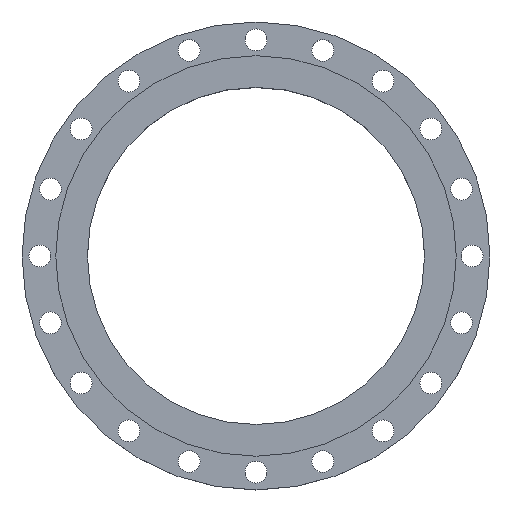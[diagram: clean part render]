
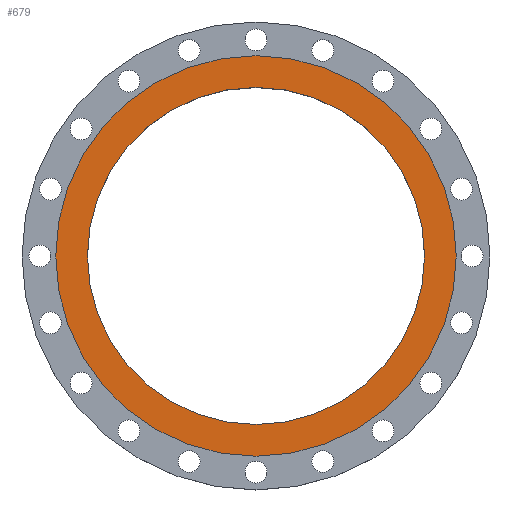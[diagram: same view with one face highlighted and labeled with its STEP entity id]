
A CAD part, top view. The second image highlights one B-rep face of the part: STEP entity #679.
In plain terms, the highlighted planar face has unit normal (0, 0, 1).
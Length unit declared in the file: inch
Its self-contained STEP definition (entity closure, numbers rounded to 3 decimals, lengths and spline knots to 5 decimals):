
#51 = DIRECTION ( 'NONE',  ( 1., 0., 0. ) ) ;
#58 = DIRECTION ( 'NONE',  ( 0., 0., 1. ) ) ;
#89 = EDGE_LOOP ( 'NONE', ( #1956, #1324 ) ) ;
#136 = DIRECTION ( 'NONE',  ( 1., 0., 0. ) ) ;
#155 = EDGE_CURVE ( 'NONE', #1471, #220, #300, .T. ) ;
#212 = CARTESIAN_POINT ( 'NONE',  ( 0., 0., 0. ) ) ;
#220 = VERTEX_POINT ( 'NONE', #393 ) ;
#275 = AXIS2_PLACEMENT_3D ( 'NONE', #212, #1476, #51 ) ;
#300 = CIRCLE ( 'NONE', #1257, 12.625 ) ;
#305 = AXIS2_PLACEMENT_3D ( 'NONE', #988, #1444, #1626 ) ;
#346 = DIRECTION ( 'NONE',  ( 0., 0., -1. ) ) ;
#393 = CARTESIAN_POINT ( 'NONE',  ( -12.625, 0., 0. ) ) ;
#418 = CARTESIAN_POINT ( 'NONE',  ( -10.625, 0., 0. ) ) ;
#439 = CIRCLE ( 'NONE', #571, 12.625 ) ;
#442 = CIRCLE ( 'NONE', #305, 10.625 ) ;
#566 = EDGE_CURVE ( 'NONE', #994, #892, #945, .T. ) ;
#569 = DIRECTION ( 'NONE',  ( 1., 0., 0. ) ) ;
#571 = AXIS2_PLACEMENT_3D ( 'NONE', #1701, #952, #136 ) ;
#603 = FACE_OUTER_BOUND ( 'NONE', #89, .T. ) ;
#679 = ADVANCED_FACE ( 'NONE', ( #1383, #603 ), #1094, .F. ) ;
#892 = VERTEX_POINT ( 'NONE', #418 ) ;
#902 = ORIENTED_EDGE ( 'NONE', *, *, #566, .F. ) ;
#945 = CIRCLE ( 'NONE', #275, 10.625 ) ;
#952 = DIRECTION ( 'NONE',  ( 0., 0., 1. ) ) ;
#988 = CARTESIAN_POINT ( 'NONE',  ( 0., 0., 0. ) ) ;
#994 = VERTEX_POINT ( 'NONE', #2027 ) ;
#1094 = PLANE ( 'NONE',  #1842 ) ;
#1172 = CARTESIAN_POINT ( 'NONE',  ( 0., 0., 0. ) ) ;
#1181 = ORIENTED_EDGE ( 'NONE', *, *, #1753, .F. ) ;
#1257 = AXIS2_PLACEMENT_3D ( 'NONE', #1172, #58, #569 ) ;
#1303 = CARTESIAN_POINT ( 'NONE',  ( 12.625, 0., 0. ) ) ;
#1324 = ORIENTED_EDGE ( 'NONE', *, *, #1537, .T. ) ;
#1383 = FACE_BOUND ( 'NONE', #1816, .T. ) ;
#1444 = DIRECTION ( 'NONE',  ( 0., 0., 1. ) ) ;
#1471 = VERTEX_POINT ( 'NONE', #1303 ) ;
#1476 = DIRECTION ( 'NONE',  ( 0., 0., 1. ) ) ;
#1537 = EDGE_CURVE ( 'NONE', #220, #1471, #439, .T. ) ;
#1626 = DIRECTION ( 'NONE',  ( 1., 0., 0. ) ) ;
#1694 = CARTESIAN_POINT ( 'NONE',  ( 0., 10.625, 0. ) ) ;
#1701 = CARTESIAN_POINT ( 'NONE',  ( 0., 0., 0. ) ) ;
#1753 = EDGE_CURVE ( 'NONE', #892, #994, #442, .T. ) ;
#1816 = EDGE_LOOP ( 'NONE', ( #902, #1181 ) ) ;
#1842 = AXIS2_PLACEMENT_3D ( 'NONE', #1694, #346, #1901 ) ;
#1901 = DIRECTION ( 'NONE',  ( -1., 0., 0. ) ) ;
#1956 = ORIENTED_EDGE ( 'NONE', *, *, #155, .T. ) ;
#2027 = CARTESIAN_POINT ( 'NONE',  ( 10.625, 0., 0. ) ) ;
